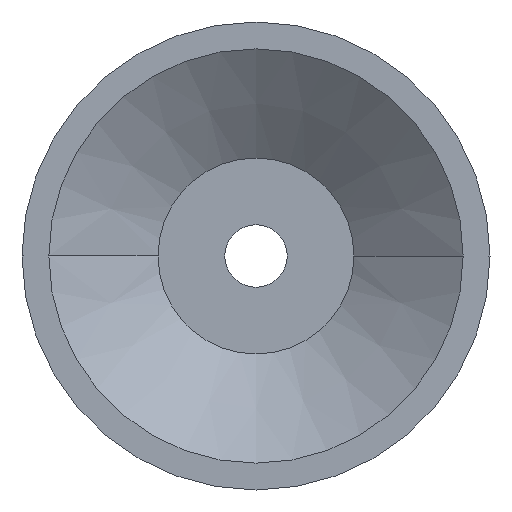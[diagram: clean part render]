
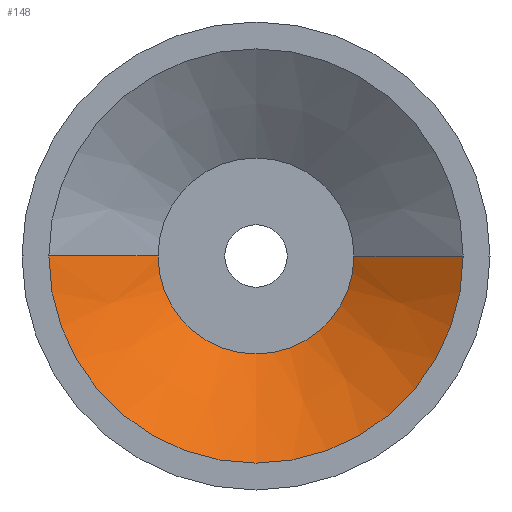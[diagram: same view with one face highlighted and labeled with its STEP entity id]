
A CAD part, front view. The second image highlights one B-rep face of the part: STEP entity #148.
In plain terms, the highlighted conical face has half-angle 54.462 degrees and reference radius 6.279 mm.
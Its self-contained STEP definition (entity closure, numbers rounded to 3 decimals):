
#4 = CARTESIAN_POINT ( 'NONE',  ( -6.28, 0., 0. ) ) ;
#25 = VECTOR ( 'NONE', #460, 1000. ) ;
#26 = ORIENTED_EDGE ( 'NONE', *, *, #406, .T. ) ;
#31 = CARTESIAN_POINT ( 'NONE',  ( 6.28, 0., 0. ) ) ;
#106 = EDGE_CURVE ( 'NONE', #371, #487, #272, .T. ) ;
#108 = DIRECTION ( 'NONE',  ( 0., -1., 0. ) ) ;
#109 = EDGE_CURVE ( 'NONE', #111, #371, #128, .T. ) ;
#111 = VERTEX_POINT ( 'NONE', #31 ) ;
#128 = LINE ( 'NONE', #182, #25 ) ;
#148 = ADVANCED_FACE ( 'NONE', ( #346 ), #297, .F. ) ;
#175 = VERTEX_POINT ( 'NONE', #303 ) ;
#182 = CARTESIAN_POINT ( 'NONE',  ( 6.28, 0., 0. ) ) ;
#190 = ORIENTED_EDGE ( 'NONE', *, *, #324, .T. ) ;
#203 = CARTESIAN_POINT ( 'NONE',  ( 0., 0., 0. ) ) ;
#221 = CARTESIAN_POINT ( 'NONE',  ( 0., -5., 0. ) ) ;
#227 = AXIS2_PLACEMENT_3D ( 'NONE', #221, #493, #265 ) ;
#237 = DIRECTION ( 'NONE',  ( -0.814, -0.581, 0. ) ) ;
#246 = CIRCLE ( 'NONE', #458, 6.28 ) ;
#247 = DIRECTION ( 'NONE',  ( -1., 0., 0. ) ) ;
#265 = DIRECTION ( 'NONE',  ( -1., 0., 0. ) ) ;
#272 = CIRCLE ( 'NONE', #227, 13.28 ) ;
#284 = LINE ( 'NONE', #4, #372 ) ;
#297 = CONICAL_SURFACE ( 'NONE', #428, 6.28, 0.951 ) ;
#302 = DIRECTION ( 'NONE',  ( 1., 0., 0. ) ) ;
#303 = CARTESIAN_POINT ( 'NONE',  ( -6.28, 0., 0. ) ) ;
#324 = EDGE_CURVE ( 'NONE', #175, #487, #284, .T. ) ;
#346 = FACE_OUTER_BOUND ( 'NONE', #450, .T. ) ;
#371 = VERTEX_POINT ( 'NONE', #477 ) ;
#372 = VECTOR ( 'NONE', #237, 1000. ) ;
#378 = CARTESIAN_POINT ( 'NONE',  ( 0., 0., 0. ) ) ;
#385 = ORIENTED_EDGE ( 'NONE', *, *, #106, .F. ) ;
#405 = CARTESIAN_POINT ( 'NONE',  ( -13.28, -5., 0. ) ) ;
#406 = EDGE_CURVE ( 'NONE', #111, #175, #246, .T. ) ;
#428 = AXIS2_PLACEMENT_3D ( 'NONE', #378, #108, #302 ) ;
#450 = EDGE_LOOP ( 'NONE', ( #26, #190, #385, #504 ) ) ;
#458 = AXIS2_PLACEMENT_3D ( 'NONE', #203, #481, #247 ) ;
#460 = DIRECTION ( 'NONE',  ( 0.814, -0.581, 0. ) ) ;
#477 = CARTESIAN_POINT ( 'NONE',  ( 13.28, -5., 0. ) ) ;
#481 = DIRECTION ( 'NONE',  ( 0., 1., 0. ) ) ;
#487 = VERTEX_POINT ( 'NONE', #405 ) ;
#493 = DIRECTION ( 'NONE',  ( 0., 1., 0. ) ) ;
#504 = ORIENTED_EDGE ( 'NONE', *, *, #109, .F. ) ;
